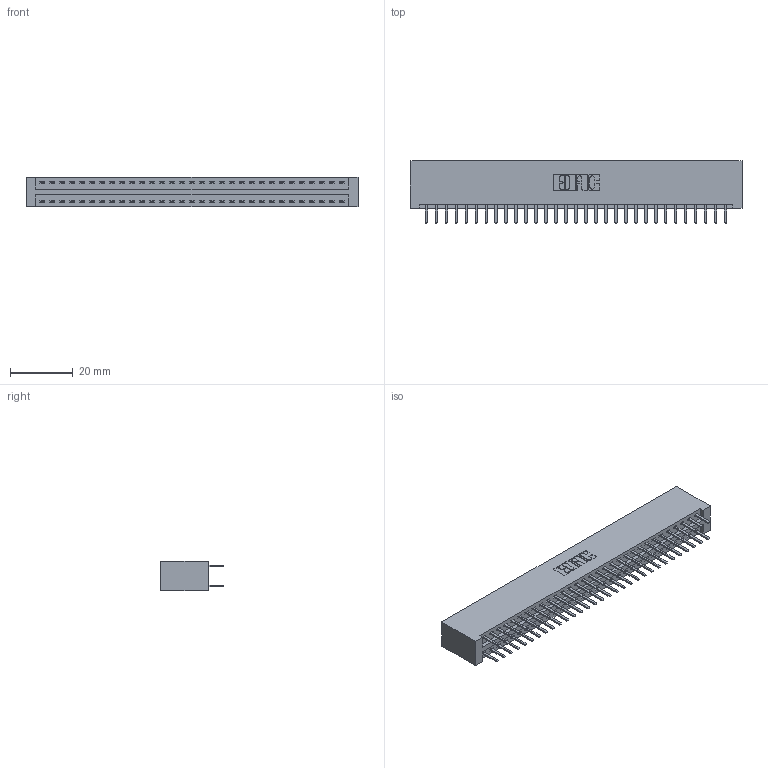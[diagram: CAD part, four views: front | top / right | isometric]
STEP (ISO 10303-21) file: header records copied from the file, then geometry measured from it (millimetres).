
FILE_DESCRIPTION (( 'STEP AP203' ), '1' );
FILE_NAME ('396-062-520-201.STEP', '2018-09-08T14:24:41', ( '' ), ( '' ), 'SwSTEP 2.0', 'SolidWorks 2016', '' );
FILE_SCHEMA (( 'CONFIG_CONTROL_DESIGN' ));
Length unit declared in the file: inch
Products named in the file (3): 345-292-001_345-293-120; 396-062-520-201; 346 Part_No Mounting Lugs
Assembly tree (63 placements, depth 2):
  396-062-520-201
    346 Part_No Mounting Lugs
    345-292-001_345-293-120  x62
Bounding box: 105.66 x 20.02 x 9.4 mm (x, y, z)
Volume: 10764.1 mm3; surface area: 14722.5 mm2
Topology: 63 solids, 63 shells, 3586 faces, 10411 edges, 6774 vertices
Faces by surface type: plane 2366, cylinder 1220
Entity records: 21549 total; most frequent: CARTESIAN_POINT 3576, ORIENTED_EDGE 3498, DIRECTION 3185, EDGE_CURVE 1749, VECTOR 1497, LINE 1497, VERTEX_POINT 1162, AXIS2_PLACEMENT_3D 844
